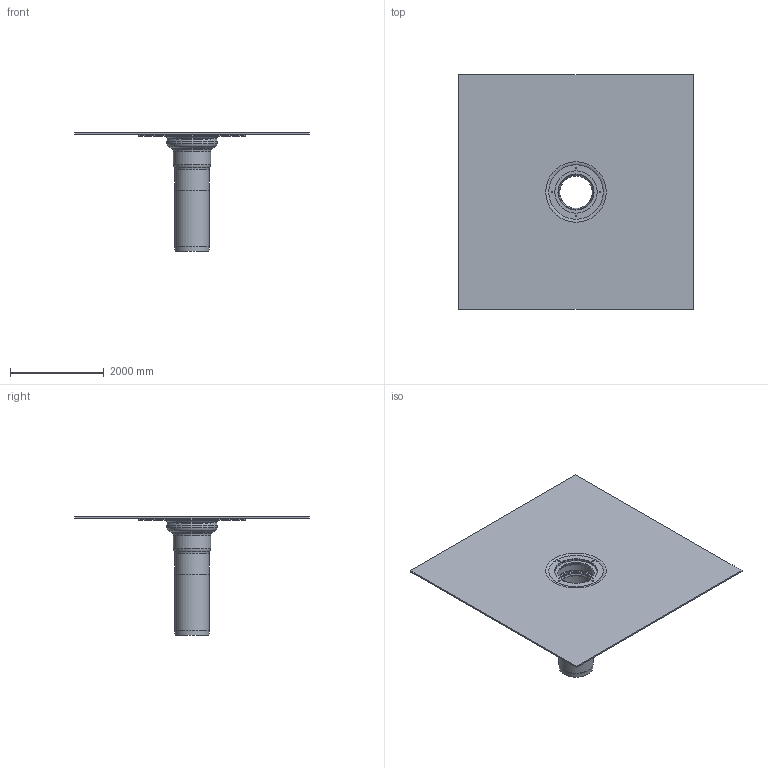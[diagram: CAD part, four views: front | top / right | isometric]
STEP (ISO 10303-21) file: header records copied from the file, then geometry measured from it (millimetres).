
FILE_DESCRIPTION(/* description */ (''),/* implementation_level */ '2;1');
FILE_NAME(/* name */ '15200.070X_3D.stp',/* time_stamp */ '2024-12-11T14:55:08+01:00',/* author */ ('CAD'),/* organization */ (''),/* preprocessor_version */ 'ST-DEVELOPER v20',/* originating_system */ 'AutoCAD Mechanical',/* authorisation */ '');
FILE_SCHEMA (('AUTOMOTIVE_DESIGN { 1 0 10303 214 3 1 1 }'));
Length unit declared in the file: centimetre
Products named in the file (2): Product; *S0
Assembly tree (1 placements, depth 2):
  Product
    *S0
Bounding box: 5000 x 5000 x 2530 mm (x, y, z)
Volume: 956426155.2 mm3; surface area: 72930972.3 mm2
Topology: 6 solids, 6 shells, 128 faces, 326 edges, 209 vertices
Faces by surface type: torus 49, cone 37, cylinder 23, plane 18, bspline 1
Full cylindrical faces by diameter (mm): 20 x8, 698 x2, 730 x2, 763 x1, 770 x2, 795 x1, 810 x1, 885 x1, 901 x1, 905 x1, 953.818 x1, 965 x2
Entity records: 4690 total; most frequent: CARTESIAN_POINT 1346, DIRECTION 759, ORIENTED_EDGE 650, AXIS2_PLACEMENT_3D 343, EDGE_CURVE 325, CIRCLE 212, VERTEX_POINT 207, EDGE_LOOP 154
